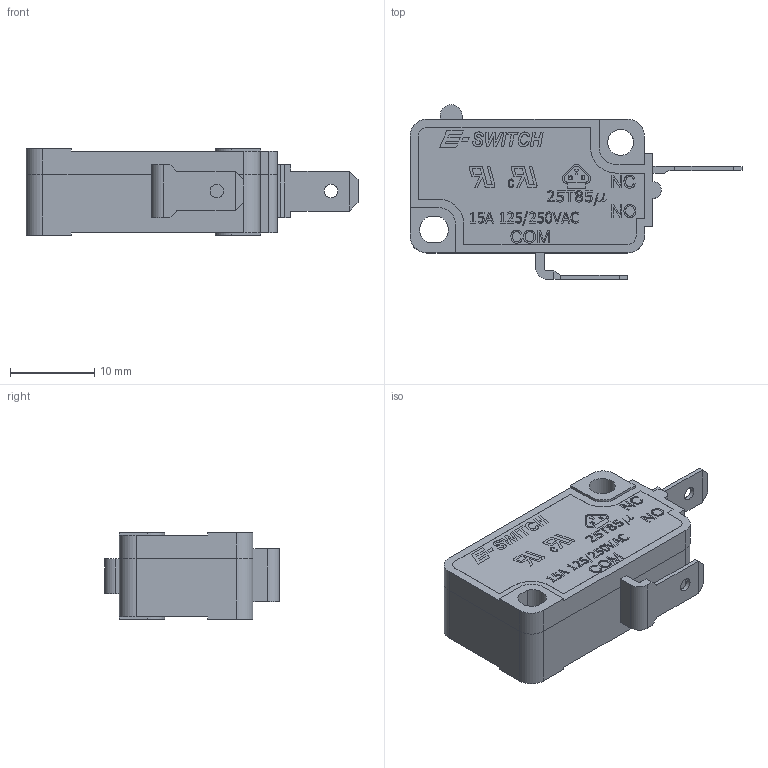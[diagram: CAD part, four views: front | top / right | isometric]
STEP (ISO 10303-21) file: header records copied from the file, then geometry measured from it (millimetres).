
FILE_DESCRIPTION(/* description */ (''),/* implementation_level */ '2;1');
FILE_NAME(/* name */ 'LS0851500FxxxC1B.stp',/* time_stamp */ '2025-05-22T16:10:19-05:00',/* author */ ('mroman'),/* organization */ (''),/* preprocessor_version */ 'ST-DEVELOPER v18.1',/* originating_system */ 'Autodesk Inventor 2022',/* authorisation */ '');
FILE_SCHEMA (('AUTOMOTIVE_DESIGN { 1 0 10303 214 3 1 1 }'));
Length unit declared in the file: centimetre
Products named in the file (1): LS0851500FxxxC1B
Bounding box: 39.5 x 20.8 x 10.3 mm (x, y, z)
Volume: 4286.5 mm3; surface area: 2357.1 mm2
Topology: 1 solids, 1 shells, 763 faces, 2086 edges, 1379 vertices
Faces by surface type: plane 501, bspline 207, cylinder 55
Full cylindrical faces by diameter (mm): 1.6 x2, 3.1 x2
Entity records: 26408 total; most frequent: CARTESIAN_POINT 8353, ORIENTED_EDGE 4172, DIRECTION 2888, EDGE_CURVE 2086, LINE 1570, VECTOR 1570, VERTEX_POINT 1379, EDGE_LOOP 825
